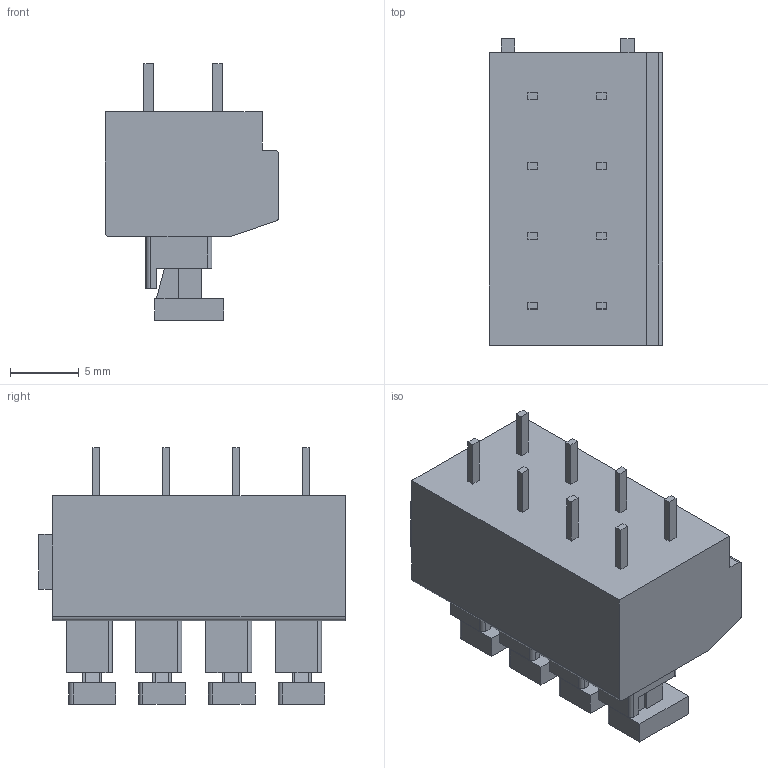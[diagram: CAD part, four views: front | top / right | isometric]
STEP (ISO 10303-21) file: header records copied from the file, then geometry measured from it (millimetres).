
FILE_DESCRIPTION((''),'2;1');
FILE_NAME('TLM-301R','2024-10-09T10:47:12',('tluser'),(''),'CREO PARAMETRIC BY PTC INC, 2018100','CREO PARAMETRIC BY PTC INC, 2018100','');
FILE_SCHEMA(('CONFIG_CONTROL_DESIGN'));
Length unit declared in the file: millimetre
Products named in the file (1): TLM-301R
Bounding box: 12.6 x 22.32 x 18.7 mm (x, y, z)
Volume: 2510.3 mm3; surface area: 1830.2 mm2
Topology: 1 solids, 1 shells, 214 faces, 542 edges, 356 vertices
Faces by surface type: plane 179, cylinder 27, cone 8
Entity records: 6466 total; most frequent: CARTESIAN_POINT 1248, ORIENTED_EDGE 1084, DIRECTION 1008, EDGE_CURVE 542, VECTOR 456, LINE 456, VERTEX_POINT 356, AXIS2_PLACEMENT_3D 276
